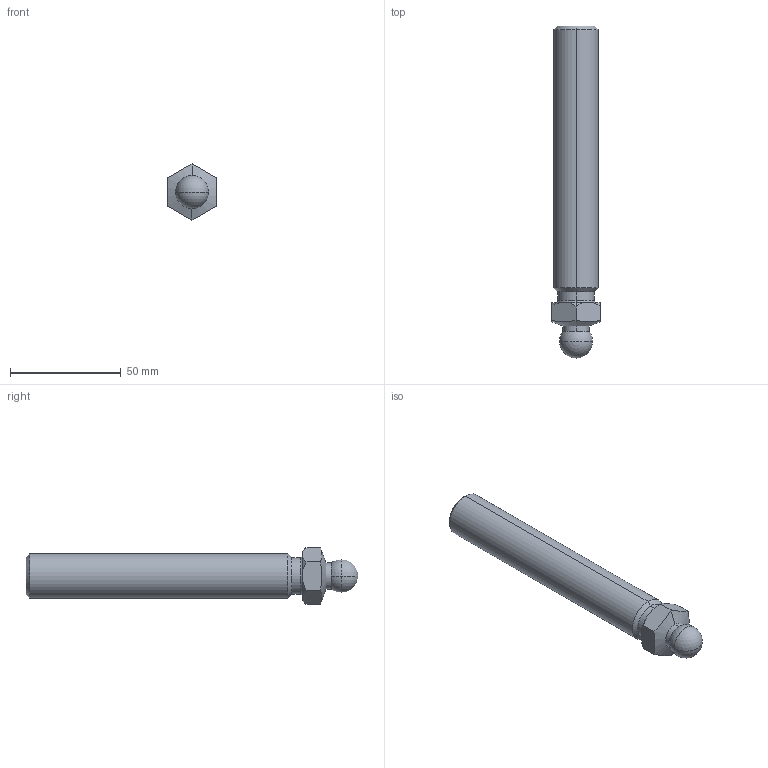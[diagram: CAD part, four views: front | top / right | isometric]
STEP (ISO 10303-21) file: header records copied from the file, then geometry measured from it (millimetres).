
FILE_DESCRIPTION((''),'2;1');
FILE_NAME('12150_STEBLO_NOGE_M20X125','2022-09-19T08:18:14',('PredragRovcanin'),('Audax d.o.o.'),'CREO PARAMETRIC BY PTC INC, 2020281','CREO PARAMETRIC BY PTC INC, 2020281','');
FILE_SCHEMA(('AP242_MANAGED_MODEL_BASED_3D_ENGINEERING_MIM_LF { 1 0 10303 442 1 1 4 }'));
Length unit declared in the file: millimetre
Products named in the file (1): 12150_STEBLO_NOGE_M20X125
Bounding box: 22 x 150 x 25.4 mm (x, y, z)
Volume: 44557.6 mm3; surface area: 9872.9 mm2
Topology: 1 solids, 1 shells, 34 faces, 85 edges, 51 vertices
Faces by surface type: cone 14, plane 8, cylinder 6, sphere 4, torus 2
Entity records: 1743 total; most frequent: COLOUR_RGB 322, CARTESIAN_POINT 265, DIRECTION 169, ORIENTED_EDGE 160, PRESENTATION_STYLE_ASSIGNMENT 83, STYLED_ITEM 83, CURVE_STYLE 82, EDGE_CURVE 80
